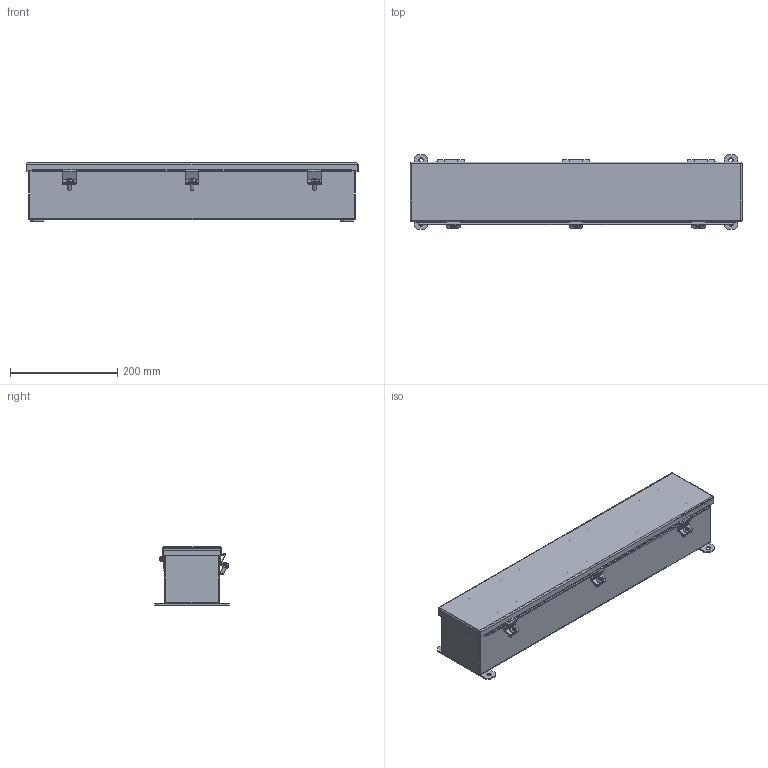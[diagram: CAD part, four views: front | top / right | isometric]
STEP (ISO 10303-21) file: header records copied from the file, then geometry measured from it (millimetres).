
FILE_DESCRIPTION (( 'STEP AP214' ), '1' );
FILE_NAME ('1486C24SS.STEP', '2023-05-09T11:00:34', ( '' ), ( '' ), 'SwSTEP 2.0', 'SolidWorks 2021', '' );
FILE_SCHEMA (( 'AUTOMOTIVE_DESIGN' ));
Length unit declared in the file: inch
Products named in the file (1): 1486C24SS
Bounding box: 619.12 x 139.7 x 108.38 mm (x, y, z)
Volume: 723096.1 mm3; surface area: 703559.6 mm2
Topology: 9 solids, 9 shells, 536 faces, 1433 edges, 912 vertices
Faces by surface type: plane 346, cylinder 145, bspline 24, cone 15, torus 6
Full cylindrical faces by diameter (mm): 4.572 x3, 5.41 x3, 6.35 x3, 7.938 x4, 12.268 x3
Entity records: 26127 total; most frequent: CARTESIAN_POINT 5945, ORIENTED_EDGE 2780, DIRECTION 2576, EDGE_CURVE 1390, VECTOR 984, LINE 984, VERTEX_POINT 900, AXIS2_PLACEMENT_3D 796
